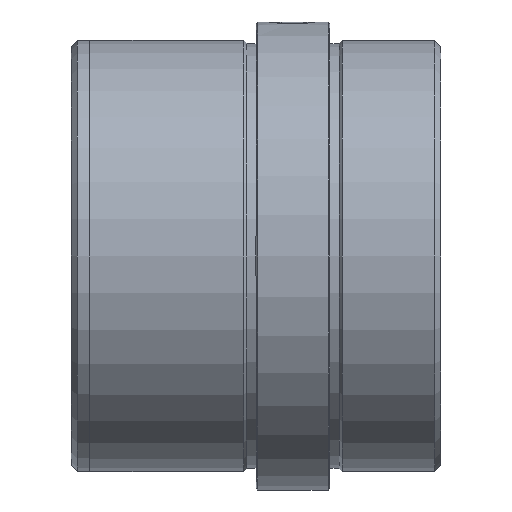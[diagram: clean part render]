
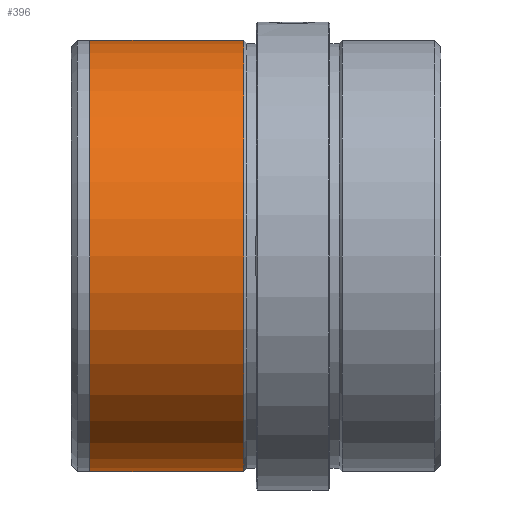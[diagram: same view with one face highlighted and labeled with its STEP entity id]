
A CAD part, left-side view. The second image highlights one B-rep face of the part: STEP entity #396.
In plain terms, the highlighted cylindrical face has radius 35 mm (diameter 70 mm), a partial arc.
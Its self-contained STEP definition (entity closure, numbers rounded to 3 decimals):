
#118 = ORIENTED_EDGE ( 'NONE', *, *, #374, .T. ) ;
#158 = CARTESIAN_POINT ( 'NONE',  ( 0., 57., 35. ) ) ;
#200 = CIRCLE ( 'NONE', #745, 35. ) ;
#258 = CYLINDRICAL_SURFACE ( 'NONE', #1826, 35. ) ;
#282 = CARTESIAN_POINT ( 'NONE',  ( 0., 32., 0. ) ) ;
#347 = DIRECTION ( 'NONE',  ( 0., -1., 0. ) ) ;
#360 = DIRECTION ( 'NONE',  ( 0., -1., 0. ) ) ;
#374 = EDGE_CURVE ( 'NONE', #1778, #1245, #770, .T. ) ;
#396 = ADVANCED_FACE ( 'NONE', ( #1563 ), #258, .T. ) ;
#403 = CARTESIAN_POINT ( 'NONE',  ( 0., 57., -35. ) ) ;
#484 = CARTESIAN_POINT ( 'NONE',  ( 0., 57., 0. ) ) ;
#532 = DIRECTION ( 'NONE',  ( 0., -1., 0. ) ) ;
#539 = VERTEX_POINT ( 'NONE', #1704 ) ;
#646 = EDGE_LOOP ( 'NONE', ( #699, #118, #1112, #1473 ) ) ;
#661 = DIRECTION ( 'NONE',  ( 0., 0., -1. ) ) ;
#699 = ORIENTED_EDGE ( 'NONE', *, *, #1097, .F. ) ;
#745 = AXIS2_PLACEMENT_3D ( 'NONE', #282, #360, #1509 ) ;
#770 = CIRCLE ( 'NONE', #1398, 35. ) ;
#900 = CARTESIAN_POINT ( 'NONE',  ( 0., 0., 35. ) ) ;
#909 = DIRECTION ( 'NONE',  ( 0., -1., 0. ) ) ;
#1049 = VECTOR ( 'NONE', #909, 1000. ) ;
#1097 = EDGE_CURVE ( 'NONE', #1778, #539, #1136, .T. ) ;
#1112 = ORIENTED_EDGE ( 'NONE', *, *, #1846, .T. ) ;
#1136 = LINE ( 'NONE', #900, #1049 ) ;
#1148 = EDGE_CURVE ( 'NONE', #539, #1252, #200, .T. ) ;
#1174 = DIRECTION ( 'NONE',  ( 0., 0., -1. ) ) ;
#1245 = VERTEX_POINT ( 'NONE', #403 ) ;
#1252 = VERTEX_POINT ( 'NONE', #1709 ) ;
#1332 = CARTESIAN_POINT ( 'NONE',  ( 0., 0., -35. ) ) ;
#1389 = VECTOR ( 'NONE', #347, 1000. ) ;
#1398 = AXIS2_PLACEMENT_3D ( 'NONE', #484, #1609, #661 ) ;
#1473 = ORIENTED_EDGE ( 'NONE', *, *, #1148, .F. ) ;
#1509 = DIRECTION ( 'NONE',  ( 0., 0., -1. ) ) ;
#1563 = FACE_OUTER_BOUND ( 'NONE', #646, .T. ) ;
#1609 = DIRECTION ( 'NONE',  ( 0., -1., 0. ) ) ;
#1704 = CARTESIAN_POINT ( 'NONE',  ( 0., 32., 35. ) ) ;
#1709 = CARTESIAN_POINT ( 'NONE',  ( 0., 32., -35. ) ) ;
#1778 = VERTEX_POINT ( 'NONE', #158 ) ;
#1784 = CARTESIAN_POINT ( 'NONE',  ( 0., 0., 0. ) ) ;
#1826 = AXIS2_PLACEMENT_3D ( 'NONE', #1784, #532, #1174 ) ;
#1846 = EDGE_CURVE ( 'NONE', #1245, #1252, #1877, .T. ) ;
#1877 = LINE ( 'NONE', #1332, #1389 ) ;
